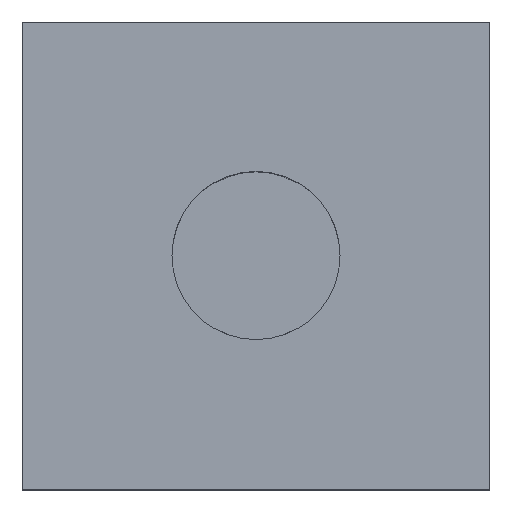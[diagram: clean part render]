
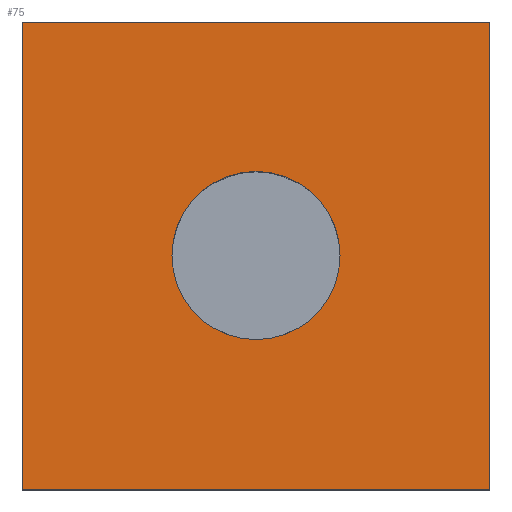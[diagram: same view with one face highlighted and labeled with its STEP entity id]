
A CAD part, top view. The second image highlights one B-rep face of the part: STEP entity #75.
In plain terms, the highlighted planar face has unit normal (0, 0, 1).
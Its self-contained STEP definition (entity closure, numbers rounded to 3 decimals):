
#3 = LINE ( 'NONE', #182, #239 ) ;
#22 = CARTESIAN_POINT ( 'NONE',  ( -9., 0., 60. ) ) ;
#27 = EDGE_CURVE ( 'NONE', #323, #567, #549, .T. ) ;
#35 = FACE_OUTER_BOUND ( 'NONE', #301, .T. ) ;
#37 = ORIENTED_EDGE ( 'NONE', *, *, #450, .F. ) ;
#42 = CARTESIAN_POINT ( 'NONE',  ( 25., 25., 60. ) ) ;
#57 = DIRECTION ( 'NONE',  ( 0., 1., 0. ) ) ;
#59 = VERTEX_POINT ( 'NONE', #517 ) ;
#75 = ADVANCED_FACE ( 'NONE', ( #507, #35 ), #566, .F. ) ;
#80 = DIRECTION ( 'NONE',  ( 1., 0., 0. ) ) ;
#89 = DIRECTION ( 'NONE',  ( -1., 0., 0. ) ) ;
#91 = VERTEX_POINT ( 'NONE', #42 ) ;
#92 = DIRECTION ( 'NONE',  ( 1., 0., 0. ) ) ;
#112 = ORIENTED_EDGE ( 'NONE', *, *, #554, .F. ) ;
#119 = AXIS2_PLACEMENT_3D ( 'NONE', #225, #518, #89 ) ;
#132 = EDGE_CURVE ( 'NONE', #567, #91, #3, .T. ) ;
#152 = CARTESIAN_POINT ( 'NONE',  ( 0., 0., 60. ) ) ;
#182 = CARTESIAN_POINT ( 'NONE',  ( 25., -25., 60. ) ) ;
#190 = VECTOR ( 'NONE', #80, 1000. ) ;
#194 = DIRECTION ( 'NONE',  ( 0., 0., 1. ) ) ;
#217 = CARTESIAN_POINT ( 'NONE',  ( -25., 25., 60. ) ) ;
#225 = CARTESIAN_POINT ( 'NONE',  ( 0., 0., 60. ) ) ;
#239 = VECTOR ( 'NONE', #560, 1000. ) ;
#241 = CIRCLE ( 'NONE', #591, 9. ) ;
#246 = ORIENTED_EDGE ( 'NONE', *, *, #325, .F. ) ;
#254 = EDGE_LOOP ( 'NONE', ( #246, #112 ) ) ;
#263 = AXIS2_PLACEMENT_3D ( 'NONE', #527, #194, #384 ) ;
#265 = CARTESIAN_POINT ( 'NONE',  ( -25., -25., 60. ) ) ;
#276 = ORIENTED_EDGE ( 'NONE', *, *, #132, .T. ) ;
#301 = EDGE_LOOP ( 'NONE', ( #410, #476, #276, #37 ) ) ;
#323 = VERTEX_POINT ( 'NONE', #350 ) ;
#325 = EDGE_CURVE ( 'NONE', #59, #577, #529, .T. ) ;
#350 = CARTESIAN_POINT ( 'NONE',  ( -25., -25., 60. ) ) ;
#378 = VERTEX_POINT ( 'NONE', #217 ) ;
#384 = DIRECTION ( 'NONE',  ( 1., 0., 0. ) ) ;
#399 = VECTOR ( 'NONE', #57, 1000. ) ;
#410 = ORIENTED_EDGE ( 'NONE', *, *, #592, .F. ) ;
#441 = LINE ( 'NONE', #532, #399 ) ;
#450 = EDGE_CURVE ( 'NONE', #378, #91, #516, .T. ) ;
#459 = DIRECTION ( 'NONE',  ( 1., 0., 0. ) ) ;
#476 = ORIENTED_EDGE ( 'NONE', *, *, #27, .T. ) ;
#507 = FACE_BOUND ( 'NONE', #254, .T. ) ;
#516 = LINE ( 'NONE', #556, #190 ) ;
#517 = CARTESIAN_POINT ( 'NONE',  ( 9., 0., 60. ) ) ;
#518 = DIRECTION ( 'NONE',  ( 0., 0., -1. ) ) ;
#524 = DIRECTION ( 'NONE',  ( 0., 0., 1. ) ) ;
#527 = CARTESIAN_POINT ( 'NONE',  ( 0., 0., 60. ) ) ;
#529 = CIRCLE ( 'NONE', #263, 9. ) ;
#532 = CARTESIAN_POINT ( 'NONE',  ( -25., -25., 60. ) ) ;
#535 = CARTESIAN_POINT ( 'NONE',  ( 25., -25., 60. ) ) ;
#549 = LINE ( 'NONE', #265, #569 ) ;
#554 = EDGE_CURVE ( 'NONE', #577, #59, #241, .T. ) ;
#556 = CARTESIAN_POINT ( 'NONE',  ( -25., 25., 60. ) ) ;
#560 = DIRECTION ( 'NONE',  ( 0., 1., 0. ) ) ;
#566 = PLANE ( 'NONE',  #119 ) ;
#567 = VERTEX_POINT ( 'NONE', #535 ) ;
#569 = VECTOR ( 'NONE', #459, 1000. ) ;
#577 = VERTEX_POINT ( 'NONE', #22 ) ;
#591 = AXIS2_PLACEMENT_3D ( 'NONE', #152, #524, #92 ) ;
#592 = EDGE_CURVE ( 'NONE', #323, #378, #441, .T. ) ;
